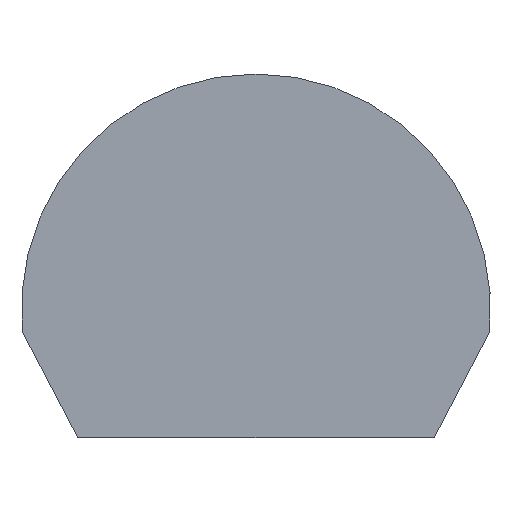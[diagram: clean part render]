
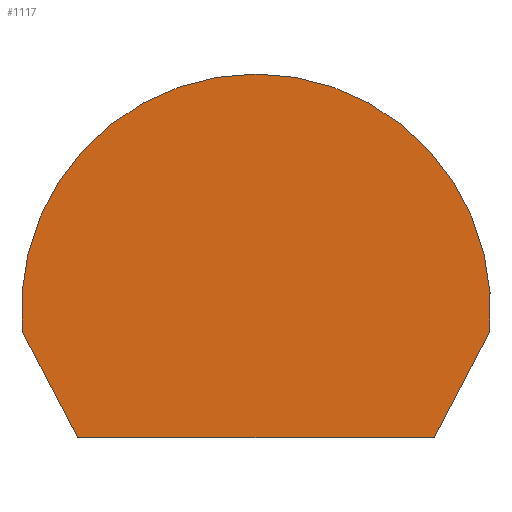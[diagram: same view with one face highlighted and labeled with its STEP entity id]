
A CAD part, top view. The second image highlights one B-rep face of the part: STEP entity #1117.
In plain terms, the highlighted planar face has unit normal (0, 0, 1).
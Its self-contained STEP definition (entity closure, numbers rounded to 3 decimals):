
#13=CIRCLE('',#1200,2.5);
#40=FACE_OUTER_BOUND('',#106,.T.);
#106=EDGE_LOOP('',(#770,#771,#772,#773));
#178=LINE('',#1594,#332);
#181=LINE('',#1600,#335);
#183=LINE('',#1603,#337);
#332=VECTOR('',#1299,1000.);
#335=VECTOR('',#1304,1000.);
#337=VECTOR('',#1308,1000.);
#478=VERTEX_POINT('',#1581);
#479=VERTEX_POINT('',#1582);
#483=VERTEX_POINT('',#1592);
#485=VERTEX_POINT('',#1598);
#586=EDGE_CURVE('',#478,#479,#13,.T.);
#592=EDGE_CURVE('',#479,#483,#178,.T.);
#595=EDGE_CURVE('',#483,#485,#181,.T.);
#597=EDGE_CURVE('',#485,#478,#183,.T.);
#770=ORIENTED_EDGE('',*,*,#586,.T.);
#771=ORIENTED_EDGE('',*,*,#592,.T.);
#772=ORIENTED_EDGE('',*,*,#595,.T.);
#773=ORIENTED_EDGE('',*,*,#597,.T.);
#1051=PLANE('',#1205);
#1117=ADVANCED_FACE('',(#40),#1051,.T.);
#1200=AXIS2_PLACEMENT_3D('',#1583,#1289,#1290);
#1205=AXIS2_PLACEMENT_3D('',#1604,#1309,#1310);
#1289=DIRECTION('center_axis',(0.,0.,1.));
#1290=DIRECTION('ref_axis',(0.,-1.,0.));
#1299=DIRECTION('',(0.465,-0.886,0.));
#1304=DIRECTION('',(1.,0.,0.));
#1308=DIRECTION('',(0.465,0.886,0.));
#1309=DIRECTION('center_axis',(0.,0.,1.));
#1310=DIRECTION('ref_axis',(0.,-1.,0.));
#1581=CARTESIAN_POINT('',(2.487,-0.35,11.1));
#1582=CARTESIAN_POINT('',(-2.487,-0.35,11.1));
#1583=CARTESIAN_POINT('Origin',(0.,-0.1,
11.1));
#1592=CARTESIAN_POINT('',(-1.9,-1.47,11.1));
#1594=CARTESIAN_POINT('',(-2.487,-0.35,11.1));
#1598=CARTESIAN_POINT('',(1.9,-1.47,11.1));
#1600=CARTESIAN_POINT('',(-1.9,-1.47,11.1));
#1603=CARTESIAN_POINT('',(1.9,-1.47,11.1));
#1604=CARTESIAN_POINT('Origin',(0.,-0.1,
11.1));
